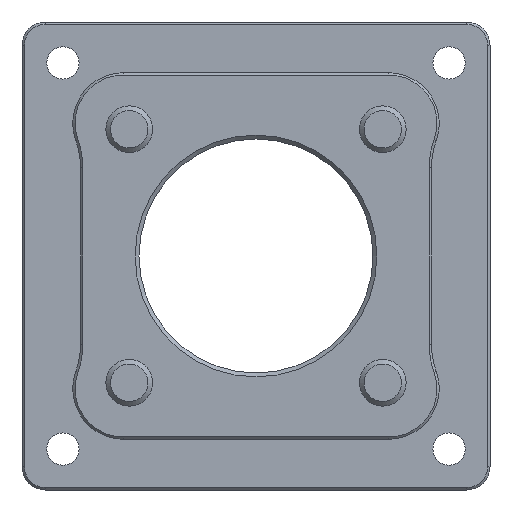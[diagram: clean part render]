
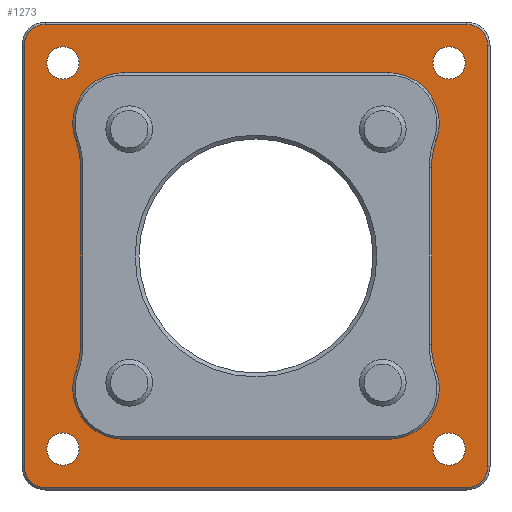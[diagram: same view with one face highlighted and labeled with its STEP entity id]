
A CAD part, front view. The second image highlights one B-rep face of the part: STEP entity #1273.
In plain terms, the highlighted planar face has unit normal (0, -1, 0).
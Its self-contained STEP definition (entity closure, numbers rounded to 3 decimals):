
#77=LINE('',#2022,#161);
#81=LINE('',#2034,#165);
#83=LINE('',#2040,#167);
#88=LINE('',#2054,#172);
#92=LINE('',#2066,#176);
#96=LINE('',#2078,#180);
#105=LINE('',#2107,#189);
#106=LINE('',#2112,#190);
#161=VECTOR('',#1607,22.651);
#165=VECTOR('',#1621,34.);
#167=VECTOR('',#1625,54.);
#172=VECTOR('',#1638,54.);
#176=VECTOR('',#1650,54.);
#180=VECTOR('',#1662,54.);
#189=VECTOR('',#1695,22.651);
#190=VECTOR('',#1700,34.);
#234=PLANE('',#1396);
#257=FACE_BOUND('',#407,.T.);
#258=FACE_BOUND('',#408,.T.);
#259=FACE_BOUND('',#409,.T.);
#260=FACE_BOUND('',#410,.T.);
#261=FACE_BOUND('',#411,.T.);
#315=FACE_OUTER_BOUND('',#406,.T.);
#406=EDGE_LOOP('',(#1002,#1003,#1004,#1005,#1006,#1007,#1008,#1009));
#407=EDGE_LOOP('',(#1010,#1011,#1012,#1013,#1014,#1015,#1016,#1017,#1018,
#1019,#1020,#1021));
#408=EDGE_LOOP('',(#1022));
#409=EDGE_LOOP('',(#1023));
#410=EDGE_LOOP('',(#1024));
#411=EDGE_LOOP('',(#1025));
#505=CIRCLE('',#1365,6.5);
#506=CIRCLE('',#1367,10.1);
#507=CIRCLE('',#1370,10.1);
#508=CIRCLE('',#1372,6.5);
#510=CIRCLE('',#1377,2.7);
#512=CIRCLE('',#1381,2.7);
#514=CIRCLE('',#1385,2.7);
#516=CIRCLE('',#1389,2.7);
#519=CIRCLE('',#1397,6.5);
#520=CIRCLE('',#1398,10.1);
#521=CIRCLE('',#1399,10.1);
#522=CIRCLE('',#1400,6.5);
#523=CIRCLE('',#1401,2.067);
#524=CIRCLE('',#1402,2.067);
#525=CIRCLE('',#1403,2.067);
#526=CIRCLE('',#1404,2.067);
#598=VERTEX_POINT('',#2010);
#599=VERTEX_POINT('',#2012);
#600=VERTEX_POINT('',#2016);
#601=VERTEX_POINT('',#2020);
#602=VERTEX_POINT('',#2024);
#603=VERTEX_POINT('',#2028);
#604=VERTEX_POINT('',#2032);
#606=VERTEX_POINT('',#2037);
#607=VERTEX_POINT('',#2039);
#610=VERTEX_POINT('',#2047);
#612=VERTEX_POINT('',#2052);
#614=VERTEX_POINT('',#2059);
#616=VERTEX_POINT('',#2064);
#618=VERTEX_POINT('',#2071);
#620=VERTEX_POINT('',#2076);
#626=VERTEX_POINT('',#2102);
#627=VERTEX_POINT('',#2104);
#628=VERTEX_POINT('',#2106);
#629=VERTEX_POINT('',#2108);
#630=VERTEX_POINT('',#2110);
#631=VERTEX_POINT('',#2113);
#632=VERTEX_POINT('',#2115);
#633=VERTEX_POINT('',#2117);
#634=VERTEX_POINT('',#2119);
#728=EDGE_CURVE('',#599,#598,#505,.T.);
#731=EDGE_CURVE('',#598,#600,#506,.T.);
#733=EDGE_CURVE('',#600,#601,#77,.T.);
#735=EDGE_CURVE('',#601,#602,#507,.T.);
#737=EDGE_CURVE('',#602,#603,#508,.T.);
#739=EDGE_CURVE('',#603,#604,#81,.T.);
#741=EDGE_CURVE('',#606,#607,#83,.T.);
#746=EDGE_CURVE('',#610,#606,#510,.T.);
#748=EDGE_CURVE('',#612,#610,#88,.T.);
#752=EDGE_CURVE('',#614,#612,#512,.T.);
#754=EDGE_CURVE('',#616,#614,#92,.T.);
#758=EDGE_CURVE('',#618,#616,#514,.T.);
#760=EDGE_CURVE('',#620,#618,#96,.T.);
#763=EDGE_CURVE('',#607,#620,#516,.T.);
#773=EDGE_CURVE('',#604,#626,#519,.T.);
#774=EDGE_CURVE('',#626,#627,#520,.T.);
#775=EDGE_CURVE('',#627,#628,#105,.T.);
#776=EDGE_CURVE('',#628,#629,#521,.T.);
#777=EDGE_CURVE('',#629,#630,#522,.T.);
#778=EDGE_CURVE('',#630,#599,#106,.T.);
#779=EDGE_CURVE('',#631,#631,#523,.T.);
#780=EDGE_CURVE('',#632,#632,#524,.T.);
#781=EDGE_CURVE('',#633,#633,#525,.T.);
#782=EDGE_CURVE('',#634,#634,#526,.T.);
#1002=ORIENTED_EDGE('',*,*,#741,.F.);
#1003=ORIENTED_EDGE('',*,*,#746,.F.);
#1004=ORIENTED_EDGE('',*,*,#748,.F.);
#1005=ORIENTED_EDGE('',*,*,#752,.F.);
#1006=ORIENTED_EDGE('',*,*,#754,.F.);
#1007=ORIENTED_EDGE('',*,*,#758,.F.);
#1008=ORIENTED_EDGE('',*,*,#760,.F.);
#1009=ORIENTED_EDGE('',*,*,#763,.F.);
#1010=ORIENTED_EDGE('',*,*,#737,.T.);
#1011=ORIENTED_EDGE('',*,*,#739,.T.);
#1012=ORIENTED_EDGE('',*,*,#773,.T.);
#1013=ORIENTED_EDGE('',*,*,#774,.T.);
#1014=ORIENTED_EDGE('',*,*,#775,.T.);
#1015=ORIENTED_EDGE('',*,*,#776,.T.);
#1016=ORIENTED_EDGE('',*,*,#777,.T.);
#1017=ORIENTED_EDGE('',*,*,#778,.T.);
#1018=ORIENTED_EDGE('',*,*,#728,.T.);
#1019=ORIENTED_EDGE('',*,*,#731,.T.);
#1020=ORIENTED_EDGE('',*,*,#733,.T.);
#1021=ORIENTED_EDGE('',*,*,#735,.T.);
#1022=ORIENTED_EDGE('',*,*,#779,.T.);
#1023=ORIENTED_EDGE('',*,*,#780,.T.);
#1024=ORIENTED_EDGE('',*,*,#781,.T.);
#1025=ORIENTED_EDGE('',*,*,#782,.T.);
#1273=ADVANCED_FACE('',(#315,#257,#258,#259,#260,#261),#234,.F.);
#1365=AXIS2_PLACEMENT_3D('',#2013,#1596,#1597);
#1367=AXIS2_PLACEMENT_3D('',#2018,#1602,#1603);
#1370=AXIS2_PLACEMENT_3D('',#2026,#1611,#1612);
#1372=AXIS2_PLACEMENT_3D('',#2030,#1616,#1617);
#1377=AXIS2_PLACEMENT_3D('',#2049,#1633,#1634);
#1381=AXIS2_PLACEMENT_3D('',#2061,#1645,#1646);
#1385=AXIS2_PLACEMENT_3D('',#2073,#1657,#1658);
#1389=AXIS2_PLACEMENT_3D('',#2082,#1668,#1669);
#1396=AXIS2_PLACEMENT_3D('',#2101,#1689,#1690);
#1397=AXIS2_PLACEMENT_3D('',#2103,#1691,#1692);
#1398=AXIS2_PLACEMENT_3D('',#2105,#1693,#1694);
#1399=AXIS2_PLACEMENT_3D('',#2109,#1696,#1697);
#1400=AXIS2_PLACEMENT_3D('',#2111,#1698,#1699);
#1401=AXIS2_PLACEMENT_3D('',#2114,#1701,#1702);
#1402=AXIS2_PLACEMENT_3D('',#2116,#1703,#1704);
#1403=AXIS2_PLACEMENT_3D('',#2118,#1705,#1706);
#1404=AXIS2_PLACEMENT_3D('',#2120,#1707,#1708);
#1596=DIRECTION('center_axis',(0.,1.,0.));
#1597=DIRECTION('ref_axis',(0.,0.,-1.));
#1602=DIRECTION('center_axis',(0.,-1.,0.));
#1603=DIRECTION('ref_axis',(-1.,0.,0.));
#1607=DIRECTION('',(0.,0.,1.));
#1611=DIRECTION('center_axis',(0.,-1.,0.));
#1612=DIRECTION('ref_axis',(-0.94,0.,-0.342));
#1616=DIRECTION('center_axis',(0.,1.,0.));
#1617=DIRECTION('ref_axis',(-0.94,0.,-0.342));
#1621=DIRECTION('',(1.,0.,0.));
#1625=DIRECTION('',(1.,0.,0.));
#1633=DIRECTION('center_axis',(0.,1.,0.));
#1634=DIRECTION('ref_axis',(-0.707,0.,0.707));
#1638=DIRECTION('',(0.,0.,1.));
#1645=DIRECTION('center_axis',(0.,1.,0.));
#1646=DIRECTION('ref_axis',(-0.707,0.,-0.707));
#1650=DIRECTION('',(-1.,0.,0.));
#1657=DIRECTION('center_axis',(0.,1.,0.));
#1658=DIRECTION('ref_axis',(0.707,0.,-0.707));
#1662=DIRECTION('',(0.,0.,-1.));
#1668=DIRECTION('center_axis',(0.,1.,0.));
#1669=DIRECTION('ref_axis',(0.707,0.,0.707));
#1689=DIRECTION('center_axis',(0.,1.,0.));
#1690=DIRECTION('ref_axis',(0.,0.,1.));
#1691=DIRECTION('center_axis',(0.,1.,0.));
#1692=DIRECTION('ref_axis',(0.,0.,1.));
#1693=DIRECTION('center_axis',(0.,-1.,0.));
#1694=DIRECTION('ref_axis',(1.,0.,0.));
#1695=DIRECTION('',(0.,0.,-1.));
#1696=DIRECTION('center_axis',(0.,-1.,0.));
#1697=DIRECTION('ref_axis',(0.94,0.,0.342));
#1698=DIRECTION('center_axis',(0.,1.,0.));
#1699=DIRECTION('ref_axis',(0.94,0.,0.342));
#1700=DIRECTION('',(-1.,0.,0.));
#1701=DIRECTION('center_axis',(0.,1.,0.));
#1702=DIRECTION('ref_axis',(1.,0.,0.));
#1703=DIRECTION('center_axis',(0.,1.,0.));
#1704=DIRECTION('ref_axis',(1.,0.,0.));
#1705=DIRECTION('center_axis',(0.,1.,0.));
#1706=DIRECTION('ref_axis',(1.,0.,0.));
#1707=DIRECTION('center_axis',(0.,1.,0.));
#1708=DIRECTION('ref_axis',(1.,0.,0.));
#2010=CARTESIAN_POINT('',(-23.108,46.,-14.778));
#2012=CARTESIAN_POINT('',(-17.,46.,-23.5));
#2013=CARTESIAN_POINT('Origin',(-17.,46.,-17.));
#2016=CARTESIAN_POINT('',(-22.5,46.,-11.325));
#2018=CARTESIAN_POINT('Origin',(-32.6,46.,-11.325));
#2020=CARTESIAN_POINT('',(-22.5,46.,11.325));
#2022=CARTESIAN_POINT('',(-22.5,46.,-11.325));
#2024=CARTESIAN_POINT('',(-23.108,46.,14.778));
#2026=CARTESIAN_POINT('Origin',(-32.6,46.,11.325));
#2028=CARTESIAN_POINT('',(-17.,46.,23.5));
#2030=CARTESIAN_POINT('Origin',(-17.,46.,17.));
#2032=CARTESIAN_POINT('',(17.,46.,23.5));
#2034=CARTESIAN_POINT('',(-17.,46.,23.5));
#2037=CARTESIAN_POINT('',(-27.,46.,29.7));
#2039=CARTESIAN_POINT('',(27.,46.,29.7));
#2040=CARTESIAN_POINT('',(-15.,46.,29.7));
#2047=CARTESIAN_POINT('',(-29.7,46.,27.));
#2049=CARTESIAN_POINT('Origin',(-27.,46.,27.));
#2052=CARTESIAN_POINT('',(-29.7,46.,-27.));
#2054=CARTESIAN_POINT('',(-29.7,46.,-15.));
#2059=CARTESIAN_POINT('',(-27.,46.,-29.7));
#2061=CARTESIAN_POINT('Origin',(-27.,46.,-27.));
#2064=CARTESIAN_POINT('',(27.,46.,-29.7));
#2066=CARTESIAN_POINT('',(15.,46.,-29.7));
#2071=CARTESIAN_POINT('',(29.7,46.,-27.));
#2073=CARTESIAN_POINT('Origin',(27.,46.,-27.));
#2076=CARTESIAN_POINT('',(29.7,46.,27.));
#2078=CARTESIAN_POINT('',(29.7,46.,15.));
#2082=CARTESIAN_POINT('Origin',(27.,46.,27.));
#2101=CARTESIAN_POINT('Origin',(0.,46.,0.));
#2102=CARTESIAN_POINT('',(23.108,46.,14.778));
#2103=CARTESIAN_POINT('Origin',(17.,46.,17.));
#2104=CARTESIAN_POINT('',(22.5,46.,11.325));
#2105=CARTESIAN_POINT('Origin',(32.6,46.,11.325));
#2106=CARTESIAN_POINT('',(22.5,46.,-11.325));
#2107=CARTESIAN_POINT('',(22.5,46.,11.325));
#2108=CARTESIAN_POINT('',(23.108,46.,-14.778));
#2109=CARTESIAN_POINT('Origin',(32.6,46.,-11.325));
#2110=CARTESIAN_POINT('',(17.,46.,-23.5));
#2111=CARTESIAN_POINT('Origin',(17.,46.,-17.));
#2112=CARTESIAN_POINT('',(17.,46.,-23.5));
#2113=CARTESIAN_POINT('',(26.816,46.,-24.749));
#2114=CARTESIAN_POINT('Origin',(24.749,46.,-24.749));
#2115=CARTESIAN_POINT('',(-22.682,46.,24.749));
#2116=CARTESIAN_POINT('Origin',(-24.749,46.,24.749));
#2117=CARTESIAN_POINT('',(26.816,46.,24.749));
#2118=CARTESIAN_POINT('Origin',(24.749,46.,24.749));
#2119=CARTESIAN_POINT('',(-22.682,46.,-24.749));
#2120=CARTESIAN_POINT('Origin',(-24.749,46.,-24.749));
